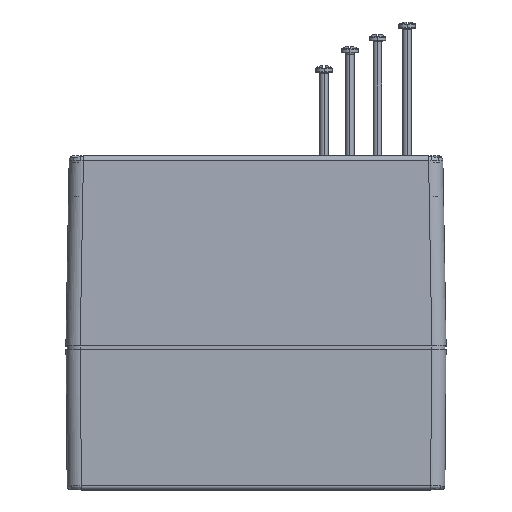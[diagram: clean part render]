
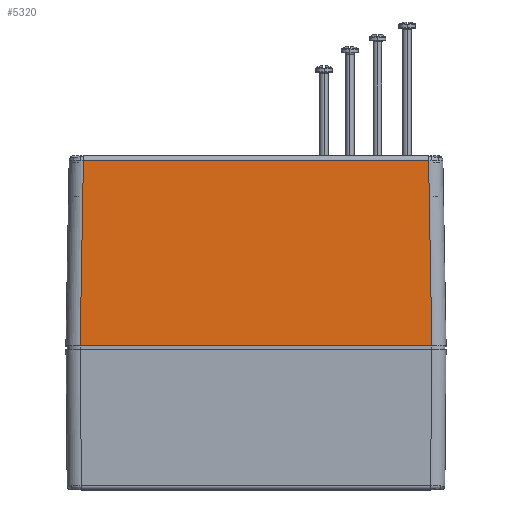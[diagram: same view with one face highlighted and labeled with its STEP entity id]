
A CAD part, top view. The second image highlights one B-rep face of the part: STEP entity #5320.
In plain terms, the highlighted face is planar.
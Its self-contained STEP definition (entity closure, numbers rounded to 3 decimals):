
#3825 = VERTEX_POINT('',#3826);
#3826 = CARTESIAN_POINT('',(-72.639,-78.035,
    58.638));
#5019 = VERTEX_POINT('',#5020);
#5020 = CARTESIAN_POINT('',(-74.001,0.,60.));
#5027 = EDGE_CURVE('',#5019,#5028,#5030,.T.);
#5028 = VERTEX_POINT('',#5029);
#5029 = CARTESIAN_POINT('',(74.001,0.,60.));
#5030 = LINE('',#5031,#5032);
#5031 = CARTESIAN_POINT('',(-80.,0.,60.));
#5032 = VECTOR('',#5033,1.);
#5033 = DIRECTION('',(1.,0.,0.));
#5320 = ADVANCED_FACE('',(#5321),#5344,.T.);
#5321 = FACE_BOUND('',#5322,.T.);
#5322 = EDGE_LOOP('',(#5323,#5329,#5337,#5343));
#5323 = ORIENTED_EDGE('',*,*,#5324,.T.);
#5324 = EDGE_CURVE('',#5019,#3825,#5325,.T.);
#5325 = LINE('',#5326,#5327);
#5326 = CARTESIAN_POINT('',(-74.003,0.105,
    60.002));
#5327 = VECTOR('',#5328,1.);
#5328 = DIRECTION('',(0.017,-1.,
    -0.017));
#5329 = ORIENTED_EDGE('',*,*,#5330,.T.);
#5330 = EDGE_CURVE('',#3825,#5331,#5333,.T.);
#5331 = VERTEX_POINT('',#5332);
#5332 = CARTESIAN_POINT('',(72.639,-78.035,
    58.638));
#5333 = LINE('',#5334,#5335);
#5334 = CARTESIAN_POINT('',(-80.,-78.035,58.638));
#5335 = VECTOR('',#5336,1.);
#5336 = DIRECTION('',(1.,0.,0.));
#5337 = ORIENTED_EDGE('',*,*,#5338,.T.);
#5338 = EDGE_CURVE('',#5331,#5028,#5339,.T.);
#5339 = LINE('',#5340,#5341);
#5340 = CARTESIAN_POINT('',(73.954,-2.686,
    59.953));
#5341 = VECTOR('',#5342,1.);
#5342 = DIRECTION('',(0.017,1.,
    0.017));
#5343 = ORIENTED_EDGE('',*,*,#5027,.F.);
#5344 = PLANE('',#5345);
#5345 = AXIS2_PLACEMENT_3D('',#5346,#5347,#5348);
#5346 = CARTESIAN_POINT('',(-80.,0.,60.));
#5347 = DIRECTION('',(0.,-0.017,1.));
#5348 = DIRECTION('',(0.,-1.,-0.017));
